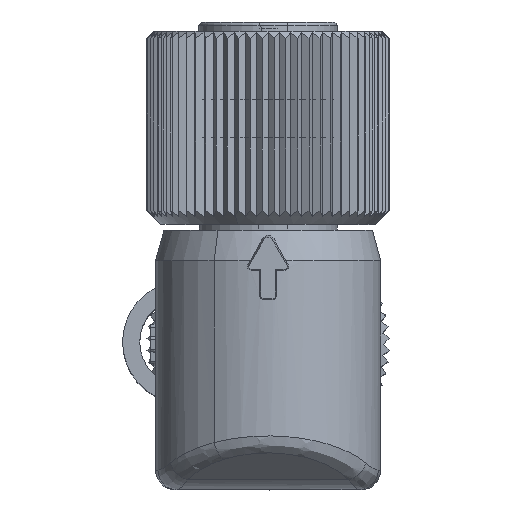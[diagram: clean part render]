
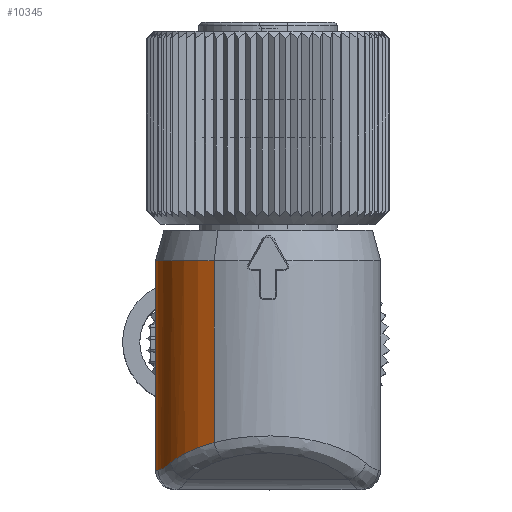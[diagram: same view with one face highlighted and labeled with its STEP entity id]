
A CAD part, top view. The second image highlights one B-rep face of the part: STEP entity #10345.
In plain terms, the highlighted cylindrical face has radius 4.6 mm (diameter 9.2 mm), a partial arc.
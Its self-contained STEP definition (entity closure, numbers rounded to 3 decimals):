
#8951=AXIS2_PLACEMENT_3D('Cylinder Axis2P3D',#8948,#8949,#8950) ;
#9914=AXIS2_PLACEMENT_3D('Circle Axis2P3D',#9912,#9913,$) ;
#10328=AXIS2_PLACEMENT_3D('Circle Axis2P3D',#10326,#10327,$) ;
#8948=CARTESIAN_POINT('Axis2P3D Location',(5.942,5.3,160.1)) ;
#8974=CARTESIAN_POINT('Vertex',(3.736,9.35,164.137)) ;
#8977=CARTESIAN_POINT('Line Origine',(3.736,4.675,164.137)) ;
#8981=CARTESIAN_POINT('Vertex',(3.736,1.925,164.137)) ;
#9010=CARTESIAN_POINT('Vertex',(8.147,0.8,156.063)) ;
#9013=CARTESIAN_POINT('Line Origine',(8.147,4.675,156.063)) ;
#9017=CARTESIAN_POINT('Vertex',(8.147,1.096,156.063)) ;
#9812=CARTESIAN_POINT('Control Point',(3.736,1.925,164.137)) ;
#9813=CARTESIAN_POINT('Control Point',(3.374,1.831,163.939)) ;
#9814=CARTESIAN_POINT('Control Point',(3.038,1.718,163.702)) ;
#9815=CARTESIAN_POINT('Control Point',(2.734,1.59,163.433)) ;
#9816=CARTESIAN_POINT('Control Point',(2.395,1.412,163.06)) ;
#9817=CARTESIAN_POINT('Control Point',(2.114,1.218,162.654)) ;
#9818=CARTESIAN_POINT('Control Point',(2.059,1.178,162.569)) ;
#9819=CARTESIAN_POINT('Control Point',(2.006,1.136,162.483)) ;
#9820=CARTESIAN_POINT('Control Point',(1.955,1.095,162.395)) ;
#9821=CARTESIAN_POINT('Vertex',(1.955,1.095,162.395)) ;
#9877=CARTESIAN_POINT('Control Point',(1.444,0.8,161.064)) ;
#9878=CARTESIAN_POINT('Control Point',(1.467,0.8,161.172)) ;
#9879=CARTESIAN_POINT('Control Point',(1.494,0.805,161.281)) ;
#9880=CARTESIAN_POINT('Control Point',(1.524,0.814,161.388)) ;
#9881=CARTESIAN_POINT('Control Point',(1.584,0.838,161.58)) ;
#9882=CARTESIAN_POINT('Control Point',(1.653,0.876,161.767)) ;
#9883=CARTESIAN_POINT('Control Point',(1.686,0.896,161.85)) ;
#9884=CARTESIAN_POINT('Control Point',(1.756,0.942,162.014)) ;
#9885=CARTESIAN_POINT('Control Point',(1.833,0.997,162.17)) ;
#9886=CARTESIAN_POINT('Control Point',(1.872,1.027,162.247)) ;
#9887=CARTESIAN_POINT('Control Point',(1.913,1.06,162.322)) ;
#9888=CARTESIAN_POINT('Control Point',(1.955,1.095,162.395)) ;
#9889=CARTESIAN_POINT('Vertex',(1.444,0.8,161.064)) ;
#9912=CARTESIAN_POINT('Axis2P3D Location',(5.942,0.8,160.1)) ;
#10019=CARTESIAN_POINT('Vertex',(7.452,1.041,155.755)) ;
#10023=CARTESIAN_POINT('Control Point',(7.452,1.041,155.755)) ;
#10024=CARTESIAN_POINT('Control Point',(7.7,1.035,155.841)) ;
#10025=CARTESIAN_POINT('Control Point',(7.933,1.057,155.946)) ;
#10026=CARTESIAN_POINT('Control Point',(8.147,1.096,156.063)) ;
#10043=CARTESIAN_POINT('Control Point',(7.452,1.041,155.755)) ;
#10044=CARTESIAN_POINT('Control Point',(7.063,1.05,155.62)) ;
#10045=CARTESIAN_POINT('Control Point',(6.658,1.057,155.528)) ;
#10046=CARTESIAN_POINT('Control Point',(6.245,1.06,155.482)) ;
#10047=CARTESIAN_POINT('Control Point',(5.626,1.06,155.483)) ;
#10048=CARTESIAN_POINT('Control Point',(5.018,1.053,155.587)) ;
#10049=CARTESIAN_POINT('Control Point',(4.82,1.05,155.632)) ;
#10050=CARTESIAN_POINT('Control Point',(4.624,1.046,155.688)) ;
#10051=CARTESIAN_POINT('Control Point',(4.432,1.041,155.755)) ;
#10052=CARTESIAN_POINT('Vertex',(4.432,1.041,155.755)) ;
#10170=CARTESIAN_POINT('Vertex',(1.542,3.36,158.758)) ;
#10174=CARTESIAN_POINT('Control Point',(4.432,1.041,155.755)) ;
#10175=CARTESIAN_POINT('Control Point',(4.122,1.033,155.863)) ;
#10176=CARTESIAN_POINT('Control Point',(3.831,1.062,155.995)) ;
#10177=CARTESIAN_POINT('Control Point',(3.565,1.117,156.145)) ;
#10178=CARTESIAN_POINT('Control Point',(3.136,1.248,156.434)) ;
#10179=CARTESIAN_POINT('Control Point',(2.778,1.424,156.751)) ;
#10180=CARTESIAN_POINT('Control Point',(2.633,1.508,156.895)) ;
#10181=CARTESIAN_POINT('Control Point',(2.359,1.694,157.198)) ;
#10182=CARTESIAN_POINT('Control Point',(2.133,1.904,157.51)) ;
#10183=CARTESIAN_POINT('Control Point',(2.028,2.018,157.672)) ;
#10184=CARTESIAN_POINT('Control Point',(1.889,2.195,157.914)) ;
#10185=CARTESIAN_POINT('Control Point',(1.773,2.394,158.152)) ;
#10186=CARTESIAN_POINT('Control Point',(1.739,2.46,158.228)) ;
#10187=CARTESIAN_POINT('Control Point',(1.687,2.573,158.349)) ;
#10188=CARTESIAN_POINT('Control Point',(1.642,2.698,158.464)) ;
#10189=CARTESIAN_POINT('Control Point',(1.627,2.747,158.506)) ;
#10190=CARTESIAN_POINT('Control Point',(1.591,2.875,158.606)) ;
#10191=CARTESIAN_POINT('Control Point',(1.562,3.025,158.691)) ;
#10192=CARTESIAN_POINT('Control Point',(1.548,3.127,158.737)) ;
#10193=CARTESIAN_POINT('Control Point',(1.542,3.244,158.758)) ;
#10194=CARTESIAN_POINT('Control Point',(1.542,3.36,158.758)) ;
#10209=CARTESIAN_POINT('Line Origine',(1.542,4.78,158.758)) ;
#10213=CARTESIAN_POINT('Vertex',(1.542,6.2,158.758)) ;
#10235=CARTESIAN_POINT('Control Point',(2.08,8.309,157.6)) ;
#10236=CARTESIAN_POINT('Control Point',(2.012,8.185,157.705)) ;
#10237=CARTESIAN_POINT('Control Point',(1.949,8.057,157.811)) ;
#10238=CARTESIAN_POINT('Control Point',(1.891,7.927,157.915)) ;
#10239=CARTESIAN_POINT('Control Point',(1.789,7.672,158.114)) ;
#10240=CARTESIAN_POINT('Control Point',(1.706,7.403,158.302)) ;
#10241=CARTESIAN_POINT('Control Point',(1.671,7.271,158.388)) ;
#10242=CARTESIAN_POINT('Control Point',(1.608,6.994,158.554)) ;
#10243=CARTESIAN_POINT('Control Point',(1.565,6.694,158.681)) ;
#10244=CARTESIAN_POINT('Control Point',(1.55,6.532,158.733)) ;
#10245=CARTESIAN_POINT('Control Point',(1.542,6.366,158.758)) ;
#10246=CARTESIAN_POINT('Control Point',(1.542,6.2,158.758)) ;
#10247=CARTESIAN_POINT('Vertex',(2.08,8.309,157.6)) ;
#10264=CARTESIAN_POINT('Control Point',(2.08,8.309,157.6)) ;
#10265=CARTESIAN_POINT('Control Point',(2.286,8.687,157.282)) ;
#10266=CARTESIAN_POINT('Control Point',(2.548,9.036,156.965)) ;
#10267=CARTESIAN_POINT('Control Point',(2.87,9.35,156.676)) ;
#10268=CARTESIAN_POINT('Vertex',(2.87,9.35,156.676)) ;
#10326=CARTESIAN_POINT('Axis2P3D Location',(5.942,9.35,160.1)) ;
#8949=DIRECTION('Axis2P3D Direction',(0.,-1.,0.)) ;
#8950=DIRECTION('Axis2P3D XDirection',(-0.479,0.,0.878)) ;
#8978=DIRECTION('Vector Direction',(0.,-1.,0.)) ;
#9014=DIRECTION('Vector Direction',(0.,-1.,0.)) ;
#9913=DIRECTION('Axis2P3D Direction',(0.,-1.,0.)) ;
#10210=DIRECTION('Vector Direction',(0.,1.,0.)) ;
#10327=DIRECTION('Axis2P3D Direction',(0.,-1.,0.)) ;
#8979=VECTOR('Line Direction',#8978,1.) ;
#9015=VECTOR('Line Direction',#9014,1.) ;
#10211=VECTOR('Line Direction',#10210,1.) ;
#10332=ORIENTED_EDGE('',*,*,#8983,.T.) ;
#10333=ORIENTED_EDGE('',*,*,#10330,.T.) ;
#10334=ORIENTED_EDGE('',*,*,#10270,.F.) ;
#10335=ORIENTED_EDGE('',*,*,#10249,.T.) ;
#10336=ORIENTED_EDGE('',*,*,#10215,.F.) ;
#10337=ORIENTED_EDGE('',*,*,#10195,.F.) ;
#10338=ORIENTED_EDGE('',*,*,#10054,.F.) ;
#10339=ORIENTED_EDGE('',*,*,#10027,.F.) ;
#10340=ORIENTED_EDGE('',*,*,#9019,.T.) ;
#10341=ORIENTED_EDGE('',*,*,#9916,.F.) ;
#10342=ORIENTED_EDGE('',*,*,#9891,.F.) ;
#10343=ORIENTED_EDGE('',*,*,#9823,.F.) ;
#10345=ADVANCED_FACE('Hauptk\X2\00F6\X0\rper',(#10344),#8952,.T.) ;
#9811=B_SPLINE_CURVE_WITH_KNOTS('',5,(#9812,#9813,#9814,#9815,#9816,#9817,#9818,#9819,#9820),.UNSPECIFIED.,.F.,.U.,(6,3,6),(0.,2.762,3.481),.UNSPECIFIED.) ;
#9876=B_SPLINE_CURVE_WITH_KNOTS('',5,(#9877,#9878,#9879,#9880,#9881,#9882,#9883,#9884,#9885,#9886,#9887,#9888),.UNSPECIFIED.,.F.,.U.,(6,3,3,6),(11.156,11.988,12.67,13.352),.UNSPECIFIED.) ;
#10022=B_SPLINE_CURVE_WITH_KNOTS('',3,(#10023,#10024,#10025,#10026),.UNSPECIFIED.,.F.,.U.,(4,4),(0.,1.077),.UNSPECIFIED.) ;
#10042=B_SPLINE_CURVE_WITH_KNOTS('',5,(#10043,#10044,#10045,#10046,#10047,#10048,#10049,#10050,#10051),.UNSPECIFIED.,.F.,.U.,(6,3,6),(1.077,3.991,5.429),.UNSPECIFIED.) ;
#10173=B_SPLINE_CURVE_WITH_KNOTS('',5,(#10174,#10175,#10176,#10177,#10178,#10179,#10180,#10181,#10182,#10183,#10184,#10185,#10186,#10187,#10188,#10189,#10190,#10191,#10192,#10193,#10194),.UNSPECIFIED.,.F.,.U.,(6,3,3,3,3,3,6),(0.,2.24,4.018,5.91,6.821,7.358,8.15),.UNSPECIFIED.) ;
#10234=B_SPLINE_CURVE_WITH_KNOTS('',5,(#10235,#10236,#10237,#10238,#10239,#10240,#10241,#10242,#10243,#10244,#10245,#10246),.UNSPECIFIED.,.F.,.U.,(6,3,3,6),(0.,1.251,2.393,3.568),.UNSPECIFIED.) ;
#10263=B_SPLINE_CURVE_WITH_KNOTS('',3,(#10264,#10265,#10266,#10267),.UNSPECIFIED.,.F.,.U.,(4,4),(0.,2.268),.UNSPECIFIED.) ;
#9915=CIRCLE('generated circle',#9914,4.6) ;
#10329=CIRCLE('generated circle',#10328,4.6) ;
#8952=CYLINDRICAL_SURFACE('generated cylinder',#8951,4.6) ;
#8983=EDGE_CURVE('',#8982,#8975,#8980,.F.) ;
#9019=EDGE_CURVE('',#9018,#9011,#9016,.T.) ;
#9823=EDGE_CURVE('',#8982,#9822,#9811,.T.) ;
#9891=EDGE_CURVE('',#9822,#9890,#9876,.F.) ;
#9916=EDGE_CURVE('',#9890,#9011,#9915,.T.) ;
#10027=EDGE_CURVE('',#9018,#10020,#10022,.F.) ;
#10054=EDGE_CURVE('',#10020,#10053,#10042,.T.) ;
#10195=EDGE_CURVE('',#10053,#10171,#10173,.T.) ;
#10215=EDGE_CURVE('',#10171,#10214,#10212,.T.) ;
#10249=EDGE_CURVE('',#10248,#10214,#10234,.T.) ;
#10270=EDGE_CURVE('',#10248,#10269,#10263,.T.) ;
#10330=EDGE_CURVE('',#8975,#10269,#10329,.T.) ;
#10331=EDGE_LOOP('',(#10332,#10333,#10334,#10335,#10336,#10337,#10338,#10339,#10340,#10341,#10342,#10343)) ;
#10344=FACE_OUTER_BOUND('',#10331,.T.) ;
#8980=LINE('Line',#8977,#8979) ;
#9016=LINE('Line',#9013,#9015) ;
#10212=LINE('Line',#10209,#10211) ;
#8975=VERTEX_POINT('',#8974) ;
#8982=VERTEX_POINT('',#8981) ;
#9011=VERTEX_POINT('',#9010) ;
#9018=VERTEX_POINT('',#9017) ;
#9822=VERTEX_POINT('',#9821) ;
#9890=VERTEX_POINT('',#9889) ;
#10020=VERTEX_POINT('',#10019) ;
#10053=VERTEX_POINT('',#10052) ;
#10171=VERTEX_POINT('',#10170) ;
#10214=VERTEX_POINT('',#10213) ;
#10248=VERTEX_POINT('',#10247) ;
#10269=VERTEX_POINT('',#10268) ;
